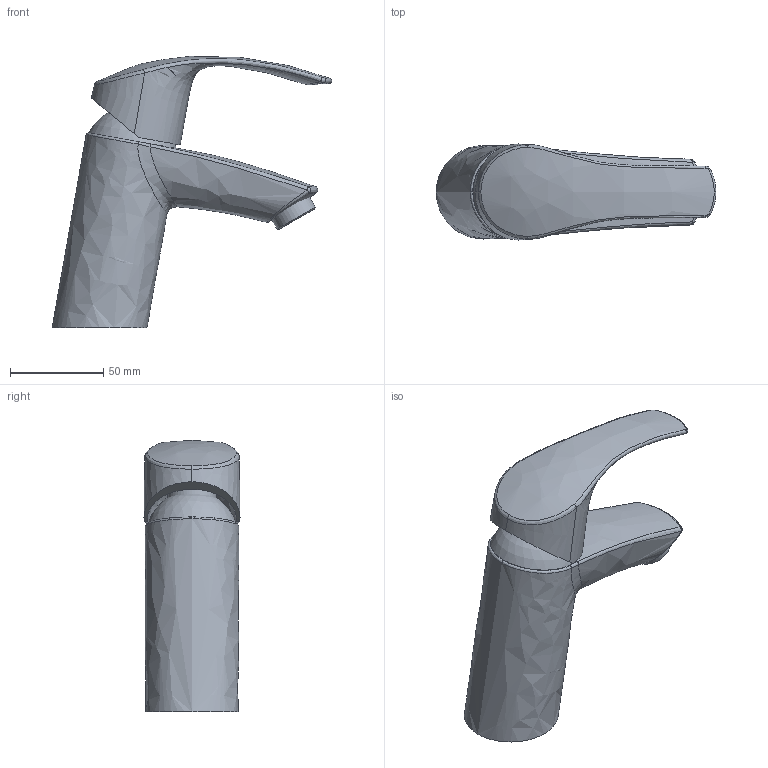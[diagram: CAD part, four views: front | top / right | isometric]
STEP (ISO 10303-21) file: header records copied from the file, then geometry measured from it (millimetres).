
FILE_DESCRIPTION(/* description */ ('Unknown'),/* implementation_level */ '2;1');
FILE_NAME(/* name */ '32467002',/* time_stamp */ '2022-09-08T05:16:26+02:00',/* author */ ('Unknown'),/* organization */ ('GROHE AG'),/* preprocessor_version */ 'ST-DEVELOPER v16.7',/* originating_system */ 'DEX',/* authorisation */ $);
FILE_SCHEMA (('AUTOMOTIVE_DESIGN {1 0 10303 214 3 1 1}'));
Length unit declared in the file: millimetre
Products named in the file (4): 32467002; 130521_NES2011_WB35_Body50mm; id59; 130531_NES2011_Lever35_51mm_Cutout_Lob
Assembly tree (3 placements, depth 2):
  32467002
    130521_NES2011_WB35_Body50mm
    id59
    130531_NES2011_Lever35_51mm_Cutout_Lob
Bounding box: 149.72 x 51.39 x 145.18 mm (x, y, z)
Volume: 265157.6 mm3; surface area: 47130.7 mm2
Topology: 1 solids, 5 shells, 43 faces, 116 edges, 76 vertices
Faces by surface type: bspline 31, plane 4, sphere 3, cylinder 3, cone 1, torus 1
Full cylindrical faces by diameter (mm): 23.6 x1, 26.1 x1, 45.8 x1
Entity records: 15157 total; most frequent: CARTESIAN_POINT 14134, ORIENTED_EDGE 193, EDGE_CURVE 105, B_SPLINE_CURVE_WITH_KNOTS 85, VERTEX_POINT 72, DIRECTION 70, EDGE_LOOP 51, FACE_BOUND 51
